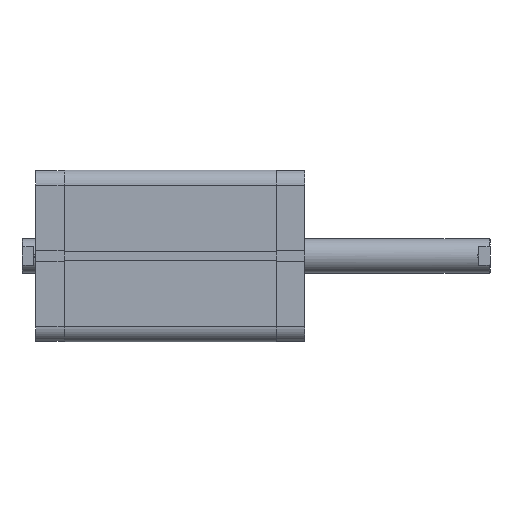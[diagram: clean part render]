
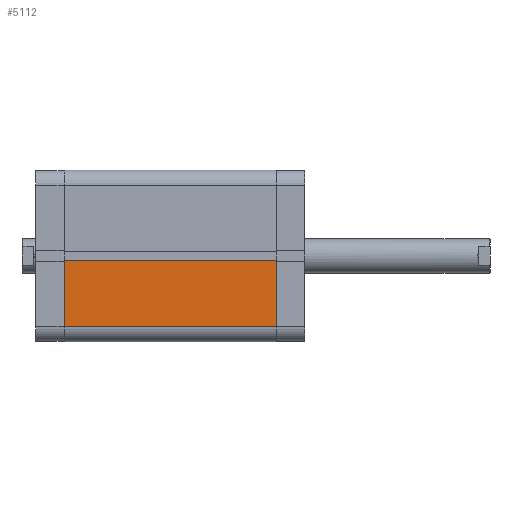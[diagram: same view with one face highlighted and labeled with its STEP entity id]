
A CAD part, front view. The second image highlights one B-rep face of the part: STEP entity #5112.
In plain terms, the highlighted face is planar.
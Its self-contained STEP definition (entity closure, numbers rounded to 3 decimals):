
#1596 = FACE_OUTER_BOUND ( 'NONE', #7218, .T. ) ;
#1625 = LINE ( 'NONE', #2555, #1639 ) ;
#1639 = VECTOR ( 'NONE', #2556, 1000. ) ;
#1719 = LINE ( 'NONE', #2658, #1723 ) ;
#1723 = VECTOR ( 'NONE', #2661, 1000. ) ;
#1776 = LINE ( 'NONE', #2726, #1777 ) ;
#1777 = VECTOR ( 'NONE', #2727, 1000. ) ;
#1778 = LINE ( 'NONE', #2728, #1779 ) ;
#1779 = VECTOR ( 'NONE', #2729, 1000. ) ;
#2467 = CARTESIAN_POINT ( 'NONE',  ( 50., -2.6, 123.5 ) ) ;
#2468 = PLANE ( 'NONE',  #6012 ) ;
#2470 = DIRECTION ( 'NONE',  ( -1., 0., 0. ) ) ;
#2471 = DIRECTION ( 'NONE',  ( 0., -1., 0. ) ) ;
#2555 = CARTESIAN_POINT ( 'NONE',  ( 50., -2.6, 123.5 ) ) ;
#2556 = DIRECTION ( 'NONE',  ( 0., 1., 0. ) ) ;
#2658 = CARTESIAN_POINT ( 'NONE',  ( 50., -2.6, 0. ) ) ;
#2661 = DIRECTION ( 'NONE',  ( 0., 1., 0. ) ) ;
#2726 = CARTESIAN_POINT ( 'NONE',  ( 50., -41., 123.5 ) ) ;
#2727 = DIRECTION ( 'NONE',  ( 0., 0., -1. ) ) ;
#2728 = CARTESIAN_POINT ( 'NONE',  ( 50., -2.6, 123.5 ) ) ;
#2729 = DIRECTION ( 'NONE',  ( 0., 0., -1. ) ) ;
#4659 = CARTESIAN_POINT ( 'NONE',  ( 50., -2.6, 0. ) ) ;
#4704 = CARTESIAN_POINT ( 'NONE',  ( 50., -41., 0. ) ) ;
#4716 = CARTESIAN_POINT ( 'NONE',  ( 50., -41., 123.5 ) ) ;
#4721 = CARTESIAN_POINT ( 'NONE',  ( 50., -2.6, 123.5 ) ) ;
#5112 = ADVANCED_FACE ( 'NONE', ( #1596 ), #2468, .F. ) ;
#5214 = EDGE_CURVE ( 'NONE', #7185, #7190, #1625, .T. ) ;
#5261 = EDGE_CURVE ( 'NONE', #7173, #7135, #1719, .T. ) ;
#5291 = EDGE_CURVE ( 'NONE', #7185, #7173, #1776, .T. ) ;
#5292 = EDGE_CURVE ( 'NONE', #7190, #7135, #1778, .T. ) ;
#6012 = AXIS2_PLACEMENT_3D ( 'NONE', #2467, #2470, #2471 ) ;
#7086 = ORIENTED_EDGE ( 'NONE', *, *, #5291, .T. ) ;
#7093 = ORIENTED_EDGE ( 'NONE', *, *, #5292, .F. ) ;
#7097 = ORIENTED_EDGE ( 'NONE', *, *, #5214, .F. ) ;
#7116 = ORIENTED_EDGE ( 'NONE', *, *, #5261, .T. ) ;
#7135 = VERTEX_POINT ( 'NONE', #4659 ) ;
#7173 = VERTEX_POINT ( 'NONE', #4704 ) ;
#7185 = VERTEX_POINT ( 'NONE', #4716 ) ;
#7190 = VERTEX_POINT ( 'NONE', #4721 ) ;
#7218 = EDGE_LOOP ( 'NONE', ( #7116, #7093, #7097, #7086 ) ) ;
